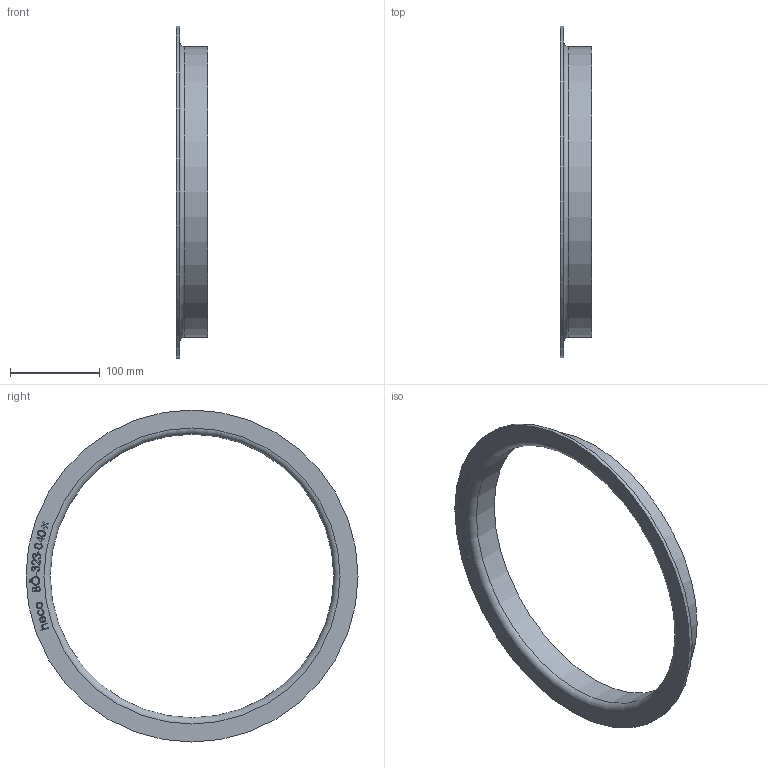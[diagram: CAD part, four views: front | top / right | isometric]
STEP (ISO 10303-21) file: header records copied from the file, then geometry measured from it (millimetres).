
FILE_DESCRIPTION (( 'STEP AP214' ), '1' );
FILE_NAME ('BÖ-323-040-x Vorschweissbördel 2012.STEP', '2020-12-07T09:19:43', ( '' ), ( '' ), 'SwSTEP 2.0', 'SolidWorks 2019', '' );
FILE_SCHEMA (( 'AUTOMOTIVE_DESIGN' ));
Length unit declared in the file: millimetre
Products named in the file (1): BÖ-323-040-x Vorschweissbördel 2012
Bounding box: 35 x 370 x 370 mm (x, y, z)
Volume: 236144 mm3; surface area: 124105.4 mm2
Topology: 1 solids, 1 shells, 217 faces, 562 edges, 374 vertices
Faces by surface type: bspline 112, plane 100, cylinder 3, torus 2
Full cylindrical faces by diameter (mm): 315.9 x1, 323.9 x1, 370 x1
Entity records: 15080 total; most frequent: CARTESIAN_POINT 8301, ORIENTED_EDGE 1114, EDGE_CURVE 557, DIRECTION 553, VERTEX_POINT 374, LINE 325, VECTOR 325, EDGE_LOOP 251
